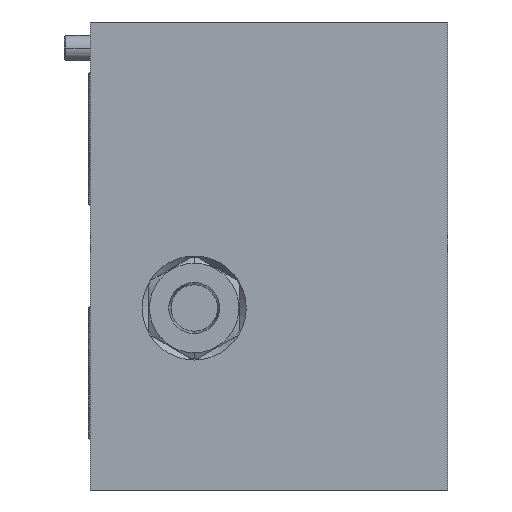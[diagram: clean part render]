
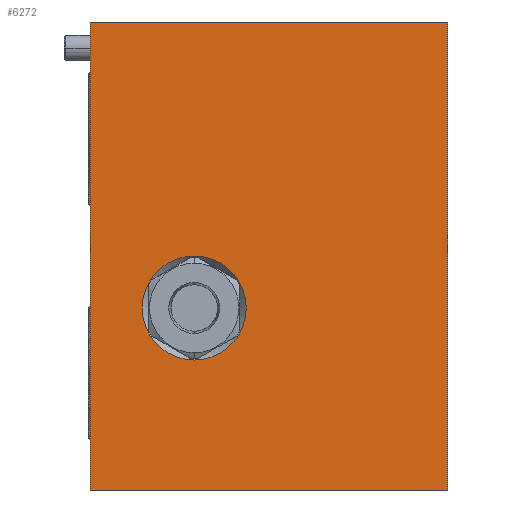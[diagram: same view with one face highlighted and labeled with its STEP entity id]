
A CAD part, left-side view. The second image highlights one B-rep face of the part: STEP entity #6272.
In plain terms, the highlighted planar face has unit normal (-1, 0, 0).
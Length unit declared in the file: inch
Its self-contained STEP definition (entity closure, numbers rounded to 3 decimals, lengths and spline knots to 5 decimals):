
#9=DIRECTION('',(0.,-1.,0.));
#10=VECTOR('',#9,3.438);
#11=CARTESIAN_POINT('',(0.,0.,0.));
#12=LINE('',#11,#10);
#823=DIRECTION('',(0.,0.,1.));
#824=VECTOR('',#823,4.5);
#825=CARTESIAN_POINT('',(0.,-3.438,0.));
#826=LINE('',#825,#824);
#1385=DIRECTION('',(0.,0.,1.));
#1386=VECTOR('',#1385,4.5);
#1387=CARTESIAN_POINT('',(0.,0.,0.));
#1388=LINE('',#1387,#1386);
#1389=CARTESIAN_POINT('',(0.,-1.,1.75));
#1390=DIRECTION('',(1.,0.,0.));
#1391=DIRECTION('',(0.,0.,-1.));
#1392=AXIS2_PLACEMENT_3D('',#1389,#1390,#1391);
#1394=CARTESIAN_POINT('',(0.,-1.,1.75));
#1395=DIRECTION('',(1.,0.,0.));
#1396=DIRECTION('',(0.,0.,1.));
#1397=AXIS2_PLACEMENT_3D('',#1394,#1395,#1396);
#1407=DIRECTION('',(0.,-1.,0.));
#1408=VECTOR('',#1407,3.438);
#1409=CARTESIAN_POINT('',(0.,0.,4.5));
#1410=LINE('',#1409,#1408);
#4843=CARTESIAN_POINT('',(0.,0.,0.));
#4844=CARTESIAN_POINT('',(0.,-3.438,0.));
#4845=VERTEX_POINT('',#4843);
#4846=VERTEX_POINT('',#4844);
#4847=CARTESIAN_POINT('',(0.,0.,4.5));
#4848=CARTESIAN_POINT('',(0.,-3.438,4.5));
#4849=VERTEX_POINT('',#4847);
#4850=VERTEX_POINT('',#4848);
#4891=CARTESIAN_POINT('',(0.,-1.,1.25));
#4892=VERTEX_POINT('',#4891);
#4893=CARTESIAN_POINT('',(0.,-1.,2.25));
#4894=VERTEX_POINT('',#4893);
#6254=CARTESIAN_POINT('',(0.,0.,0.));
#6255=DIRECTION('',(-1.,0.,0.));
#6256=DIRECTION('',(0.,-1.,0.));
#6257=AXIS2_PLACEMENT_3D('',#6254,#6255,#6256);
#6258=PLANE('',#6257);
#6259=ORIENTED_EDGE('',*,*,#5476,.F.);
#6260=ORIENTED_EDGE('',*,*,#6035,.T.);
#6262=ORIENTED_EDGE('',*,*,#6261,.T.);
#6263=ORIENTED_EDGE('',*,*,#6165,.F.);
#6264=EDGE_LOOP('',(#6259,#6260,#6262,#6263));
#6265=FACE_OUTER_BOUND('',#6264,.F.);
#6267=ORIENTED_EDGE('',*,*,#6266,.F.);
#6269=ORIENTED_EDGE('',*,*,#6268,.F.);
#6270=EDGE_LOOP('',(#6267,#6269));
#6271=FACE_BOUND('',#6270,.F.);
#6272=ADVANCED_FACE('',(#6265,#6271),#6258,.T.);
#1393=CIRCLE('',#1392,0.5);
#1398=CIRCLE('',#1397,0.5);
#5476=EDGE_CURVE('',#4845,#4846,#12,.T.);
#6035=EDGE_CURVE('',#4845,#4849,#1388,.T.);
#6165=EDGE_CURVE('',#4846,#4850,#826,.T.);
#6261=EDGE_CURVE('',#4849,#4850,#1410,.T.);
#6266=EDGE_CURVE('',#4892,#4894,#1393,.T.);
#6268=EDGE_CURVE('',#4894,#4892,#1398,.T.);
